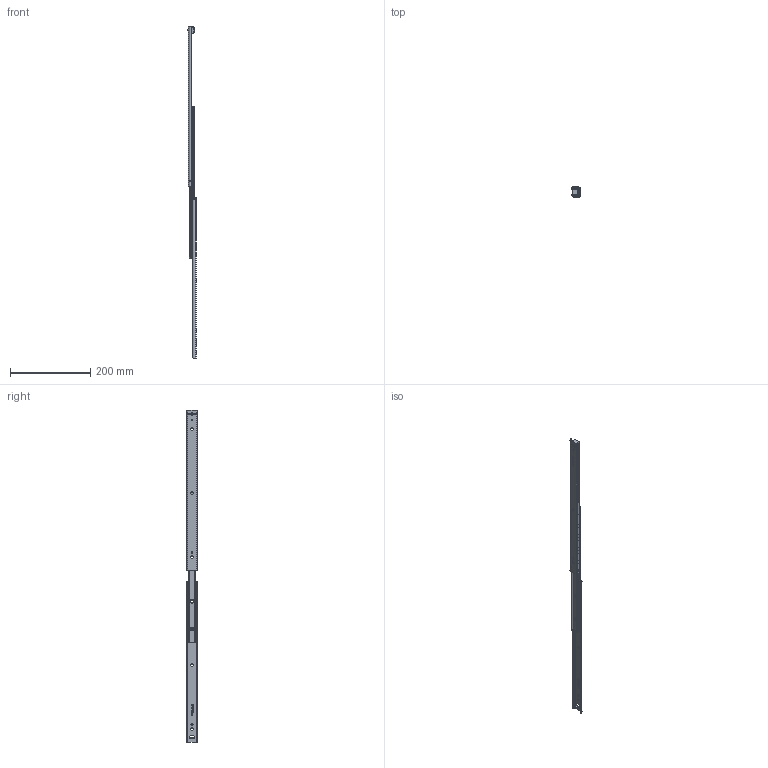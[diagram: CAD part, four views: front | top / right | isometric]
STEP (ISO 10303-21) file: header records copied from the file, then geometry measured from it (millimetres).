
FILE_DESCRIPTION(/* description */ ('Überauszug Serie 040 400x428'),/* implementation_level */ '2;1');
FILE_NAME(/* name */ '07000056005.stp',/* time_stamp */ '2020-06-18T12:40:09+02:00',/* author */ ('Philipp Joos'),/* organization */ (''),/* preprocessor_version */ 'ST-DEVELOPER v18',/* originating_system */ 'Autodesk Inventor 2020',/* authorisation */ '');
FILE_SCHEMA (('AUTOMOTIVE_DESIGN { 1 0 10303 214 3 1 1 }'));
Length unit declared in the file: millimetre
Products named in the file (1): 07000056005
Bounding box: 20.25 x 27.2 x 830 mm (x, y, z)
Volume: 79657.4 mm3; surface area: 134670.7 mm2
Topology: 78 solids, 78 shells, 1423 faces, 3861 edges, 2492 vertices
Faces by surface type: plane 609, cylinder 479, bspline 148, torus 101, sphere 68, cone 18
Full cylindrical faces by diameter (mm): 3.65 x4, 4.2 x66, 4.3 x1, 4.5 x4, 4.6 x4, 5.2 x4, 5.9 x1, 6 x1, 6.5 x6, 8 x2, 8.2 x3, 10 x6, 12 x4
Entity records: 49321 total; most frequent: CARTESIAN_POINT 12219, ORIENTED_EDGE 7432, DIRECTION 7191, EDGE_CURVE 3716, AXIS2_PLACEMENT_3D 2587, VERTEX_POINT 2492, LINE 2017, VECTOR 2017
